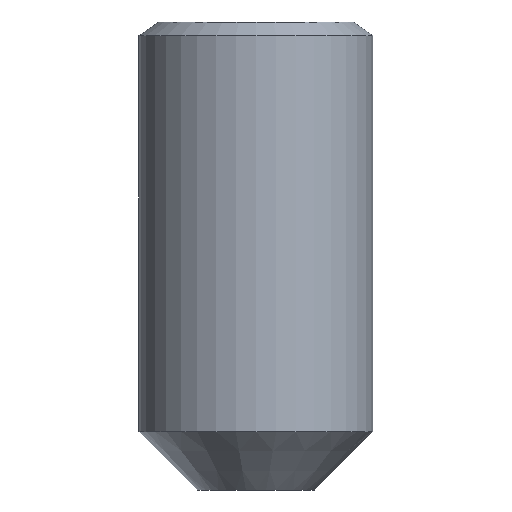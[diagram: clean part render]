
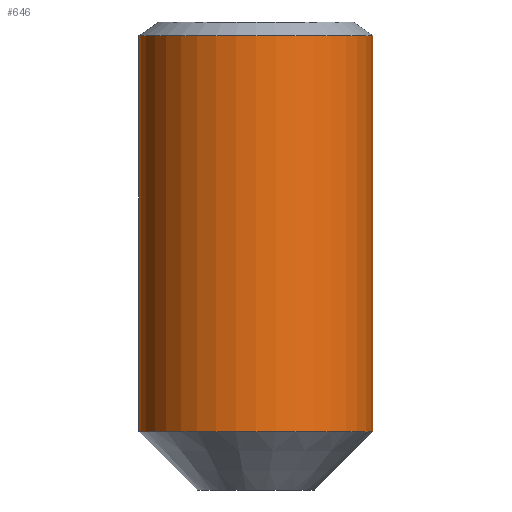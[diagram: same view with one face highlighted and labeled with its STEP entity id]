
A CAD part, left-side view. The second image highlights one B-rep face of the part: STEP entity #646.
In plain terms, the highlighted cylindrical face has radius 3 mm (diameter 6 mm), a partial arc.
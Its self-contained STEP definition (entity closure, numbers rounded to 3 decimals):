
#5 = VERTEX_POINT ( 'NONE', #160 ) ;
#17 = DIRECTION ( 'NONE',  ( 0., 0., 1. ) ) ;
#26 = LINE ( 'NONE', #151, #584 ) ;
#49 = DIRECTION ( 'NONE',  ( 0., -1., 0. ) ) ;
#87 = DIRECTION ( 'NONE',  ( 0., 0., 1. ) ) ;
#101 = EDGE_CURVE ( 'NONE', #5, #664, #644, .T. ) ;
#104 = DIRECTION ( 'NONE',  ( 0., 0., 1. ) ) ;
#151 = CARTESIAN_POINT ( 'NONE',  ( 0., -3., -5.099 ) ) ;
#153 = ORIENTED_EDGE ( 'NONE', *, *, #585, .T. ) ;
#160 = CARTESIAN_POINT ( 'NONE',  ( 0., 3., 5.65 ) ) ;
#180 = FACE_OUTER_BOUND ( 'NONE', #656, .T. ) ;
#192 = ORIENTED_EDGE ( 'NONE', *, *, #342, .T. ) ;
#244 = AXIS2_PLACEMENT_3D ( 'NONE', #616, #692, #491 ) ;
#264 = CARTESIAN_POINT ( 'NONE',  ( 0., 0., 5.65 ) ) ;
#279 = AXIS2_PLACEMENT_3D ( 'NONE', #264, #582, #711 ) ;
#286 = CARTESIAN_POINT ( 'NONE',  ( 0., 3., -5.099 ) ) ;
#315 = VECTOR ( 'NONE', #17, 1000. ) ;
#318 = EDGE_CURVE ( 'NONE', #409, #5, #492, .T. ) ;
#342 = EDGE_CURVE ( 'NONE', #409, #463, #753, .T. ) ;
#409 = VERTEX_POINT ( 'NONE', #422 ) ;
#422 = CARTESIAN_POINT ( 'NONE',  ( 0., 3., -4.5 ) ) ;
#430 = AXIS2_PLACEMENT_3D ( 'NONE', #630, #104, #49 ) ;
#461 = ORIENTED_EDGE ( 'NONE', *, *, #101, .F. ) ;
#463 = VERTEX_POINT ( 'NONE', #581 ) ;
#491 = DIRECTION ( 'NONE',  ( 0., -1., 0. ) ) ;
#492 = LINE ( 'NONE', #286, #315 ) ;
#581 = CARTESIAN_POINT ( 'NONE',  ( 0., -3., -4.5 ) ) ;
#582 = DIRECTION ( 'NONE',  ( 0., 0., 1. ) ) ;
#584 = VECTOR ( 'NONE', #87, 1000. ) ;
#585 = EDGE_CURVE ( 'NONE', #463, #664, #26, .T. ) ;
#616 = CARTESIAN_POINT ( 'NONE',  ( 0., 0., -4.5 ) ) ;
#630 = CARTESIAN_POINT ( 'NONE',  ( 0., 0., -5.099 ) ) ;
#635 = CARTESIAN_POINT ( 'NONE',  ( 0., -3., 5.65 ) ) ;
#644 = CIRCLE ( 'NONE', #279, 3. ) ;
#646 = ADVANCED_FACE ( 'NONE', ( #180 ), #803, .T. ) ;
#656 = EDGE_LOOP ( 'NONE', ( #788, #192, #153, #461 ) ) ;
#664 = VERTEX_POINT ( 'NONE', #635 ) ;
#692 = DIRECTION ( 'NONE',  ( 0., 0., 1. ) ) ;
#711 = DIRECTION ( 'NONE',  ( 0., -1., 0. ) ) ;
#753 = CIRCLE ( 'NONE', #244, 3. ) ;
#788 = ORIENTED_EDGE ( 'NONE', *, *, #318, .F. ) ;
#803 = CYLINDRICAL_SURFACE ( 'NONE', #430, 3. ) ;
